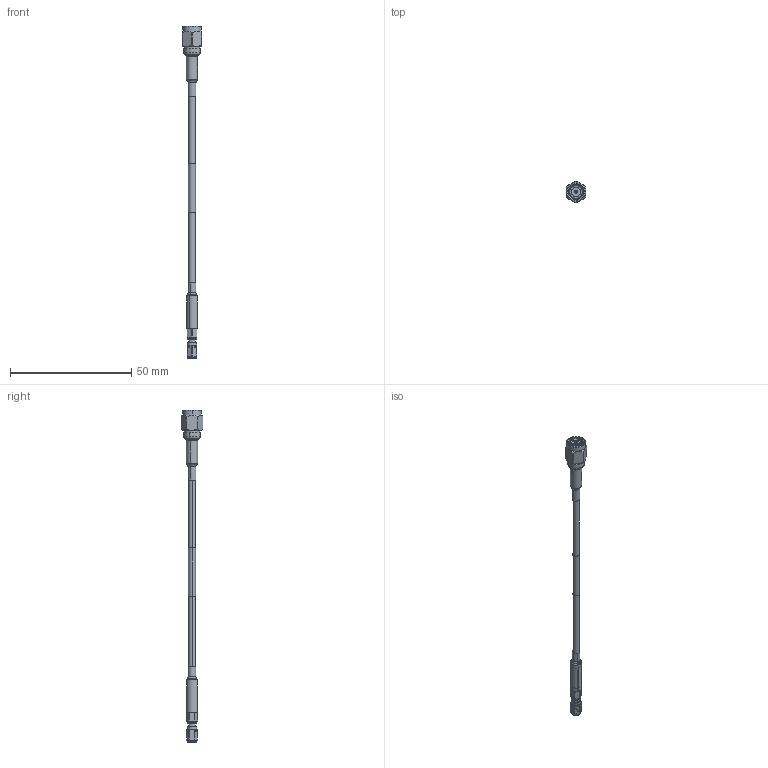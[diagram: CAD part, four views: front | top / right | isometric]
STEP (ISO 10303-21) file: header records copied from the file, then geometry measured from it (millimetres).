
FILE_DESCRIPTION (( 'STEP AP214' ), '1' );
FILE_NAME ('FMC00056_3D.step', '2024-01-19T19:37:33', ( '' ), ( '' ), 'SwSTEP 2.0', 'SolidWorks 2022', '' );
FILE_SCHEMA (( 'AUTOMOTIVE_DESIGN' ));
Length unit declared in the file: inch
Products named in the file (6): Copy of PE4003 ¦ SC7059^FMC00056; Copy of Heatshrink_LMR-100A-PVC-4_240177^FMC00056; Copy of Cable_LMR-100A-PVC_240177^FMC00056; Copy of Heatshrink_LMR-100A-PVC_240177^FMC00056; Copy of PE45209 ¦ SC8860^FMC00056; FMC00056_3D
Assembly tree (5 placements, depth 2):
  FMC00056_3D
    Copy of Cable_LMR-100A-PVC_240177^FMC00056
    Copy of PE4003 ¦ SC7059^FMC00056
    Copy of Heatshrink_LMR-100A-PVC_240177^FMC00056
    Copy of PE45209 ¦ SC8860^FMC00056
    Copy of Heatshrink_LMR-100A-PVC-4_240177^FMC00056
Bounding box: 7.94 x 9.02 x 136.8 mm (x, y, z)
Volume: 1877.4 mm3; surface area: 3190.3 mm2
Topology: 9 solids, 9 shells, 310 faces, 718 edges, 446 vertices
Faces by surface type: cylinder 139, plane 71, cone 67, torus 20, bspline 13
Entity records: 13797 total; most frequent: CARTESIAN_POINT 6483, DIRECTION 1449, ORIENTED_EDGE 1436, EDGE_CURVE 718, AXIS2_PLACEMENT_3D 613, VERTEX_POINT 446, EDGE_LOOP 342, FACE_OUTER_BOUND 310
